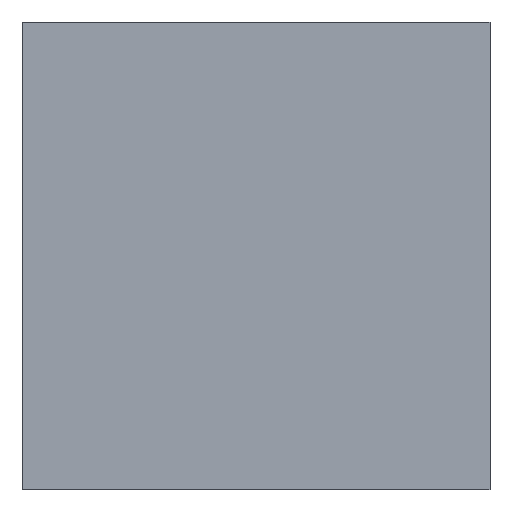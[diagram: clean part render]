
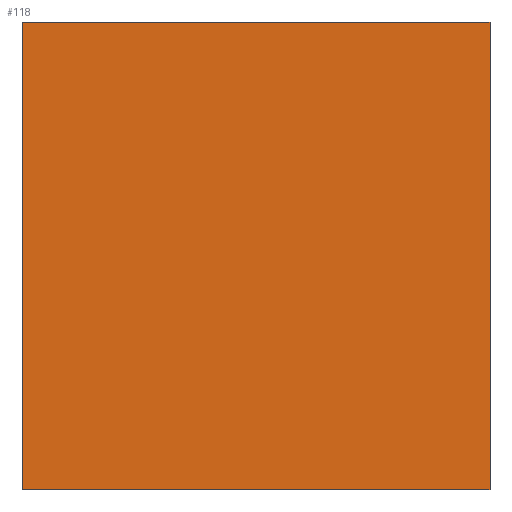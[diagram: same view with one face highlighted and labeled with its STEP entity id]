
A CAD part, front view. The second image highlights one B-rep face of the part: STEP entity #118.
In plain terms, the highlighted planar face has unit normal (0, -1, 0).
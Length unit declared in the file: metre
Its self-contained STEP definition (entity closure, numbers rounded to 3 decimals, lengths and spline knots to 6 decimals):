
#19=ORIENTED_EDGE('',*,*,#47,.T.);
#20=ORIENTED_EDGE('',*,*,#48,.F.);
#21=ORIENTED_EDGE('',*,*,#49,.F.);
#22=ORIENTED_EDGE('',*,*,#44,.T.);
#44=EDGE_CURVE('',#59,#57,#68,.T.);
#47=EDGE_CURVE('',#57,#61,#71,.T.);
#48=EDGE_CURVE('',#62,#61,#72,.T.);
#49=EDGE_CURVE('',#59,#62,#73,.T.);
#57=VERTEX_POINT('',#181);
#59=VERTEX_POINT('',#184);
#61=VERTEX_POINT('',#190);
#62=VERTEX_POINT('',#192);
#68=LINE('',#183,#80);
#71=LINE('',#189,#83);
#72=LINE('',#191,#84);
#73=LINE('',#193,#85);
#80=VECTOR('',#151,1.);
#83=VECTOR('',#156,1.);
#84=VECTOR('',#157,1.);
#85=VECTOR('',#158,1.);
#92=EDGE_LOOP('',(#19,#20,#21,#22));
#102=FACE_BOUND('',#92,.T.);
#112=PLANE('',#138);
#118=ADVANCED_FACE('',(#102),#112,.F.);
#138=AXIS2_PLACEMENT_3D('',#188,#154,#155);
#151=DIRECTION('',(0.,0.,-1.));
#154=DIRECTION('',(0.,1.,0.));
#155=DIRECTION('',(0.,0.,1.));
#156=DIRECTION('',(1.,0.,0.));
#157=DIRECTION('',(0.,0.,-1.));
#158=DIRECTION('',(1.,0.,0.));
#181=CARTESIAN_POINT('',(0.,0.,0.));
#183=CARTESIAN_POINT('',(0.,0.,0.081));
#184=CARTESIAN_POINT('',(0.,0.,0.1));
#188=CARTESIAN_POINT('',(0.05,0.,0.081));
#189=CARTESIAN_POINT('',(0.05,0.,0.));
#190=CARTESIAN_POINT('',(0.1,0.,0.));
#191=CARTESIAN_POINT('',(0.1,0.,0.081));
#192=CARTESIAN_POINT('',(0.1,0.,0.1));
#193=CARTESIAN_POINT('',(0.05,0.,0.1));
